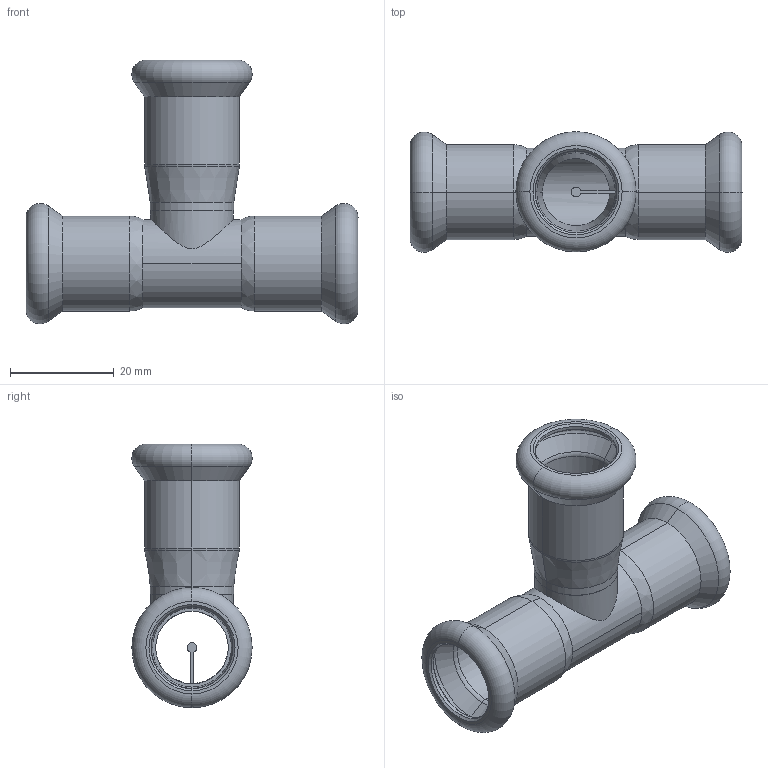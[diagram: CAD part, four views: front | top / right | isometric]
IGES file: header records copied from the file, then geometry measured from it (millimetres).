
Global section: file name: No Iges File Name specified; native system: Autodesk Inventor 2011; preprocessor: AutoDesk Inventor Iges Exporter R2011; author: bruh; date: 20110606.143340; units: millimetre
Bounding box: 64 x 23.19 x 50.8 mm (x, y, z)
Volume: 8178.4 mm3; surface area: 10996.8 mm2
Topology: 1 solids, 1 shells, 104 faces, 228 edges, 133 vertices
Faces by surface type: revolution 36, plane 19, cylinder 15, torus 14, bspline 12, cone 8
